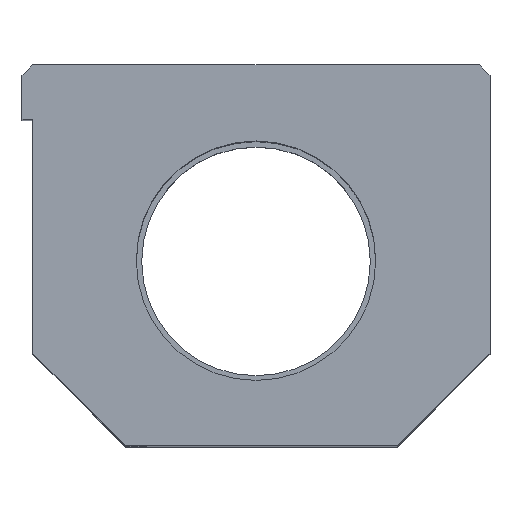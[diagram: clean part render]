
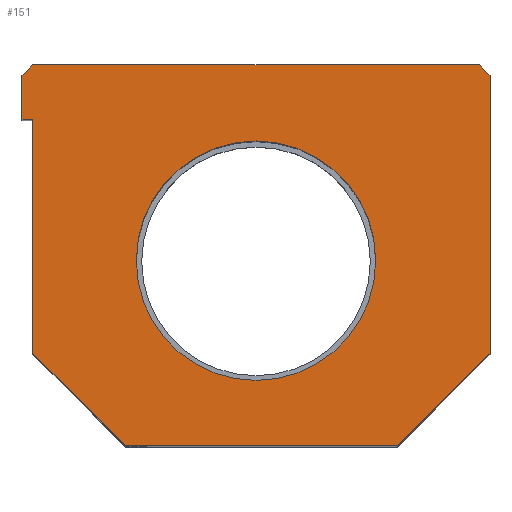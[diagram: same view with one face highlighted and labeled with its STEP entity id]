
A CAD part, top view. The second image highlights one B-rep face of the part: STEP entity #151.
In plain terms, the highlighted planar face has unit normal (0, 0, 1).
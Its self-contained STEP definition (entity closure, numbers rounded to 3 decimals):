
#151 = ADVANCED_FACE( '', ( #324, #325 ), #326, .T. );
#324 = FACE_OUTER_BOUND( '', #489, .T. );
#325 = FACE_BOUND( '', #490, .T. );
#326 = PLANE( '', #491 );
#489 = EDGE_LOOP( '', ( #821, #822, #823, #824, #825, #826, #827, #828, #829, #830 ) );
#490 = EDGE_LOOP( '', ( #831 ) );
#491 = AXIS2_PLACEMENT_3D( '', #832, #833, #834 );
#821 = ORIENTED_EDGE( '', *, *, #881, .T. );
#822 = ORIENTED_EDGE( '', *, *, #942, .T. );
#823 = ORIENTED_EDGE( '', *, *, #913, .T. );
#824 = ORIENTED_EDGE( '', *, *, #961, .T. );
#825 = ORIENTED_EDGE( '', *, *, #950, .T. );
#826 = ORIENTED_EDGE( '', *, *, #919, .T. );
#827 = ORIENTED_EDGE( '', *, *, #896, .T. );
#828 = ORIENTED_EDGE( '', *, *, #908, .T. );
#829 = ORIENTED_EDGE( '', *, *, #953, .T. );
#830 = ORIENTED_EDGE( '', *, *, #873, .T. );
#831 = ORIENTED_EDGE( '', *, *, #868, .T. );
#832 = CARTESIAN_POINT( '', ( 0., 0., 76. ) );
#833 = DIRECTION( '', ( 0., 0., 1. ) );
#834 = DIRECTION( '', ( 1., 0., 0. ) );
#868 = EDGE_CURVE( '', #1020, #1020, #1021, .T. );
#873 = EDGE_CURVE( '', #1030, #1028, #1031, .T. );
#881 = EDGE_CURVE( '', #1028, #1041, #1043, .T. );
#896 = EDGE_CURVE( '', #1067, #1065, #1068, .T. );
#908 = EDGE_CURVE( '', #1065, #1084, #1086, .T. );
#913 = EDGE_CURVE( '', #1094, #1092, #1095, .T. );
#919 = EDGE_CURVE( '', #1102, #1067, #1103, .T. );
#942 = EDGE_CURVE( '', #1041, #1094, #1132, .T. );
#950 = EDGE_CURVE( '', #1141, #1102, #1142, .T. );
#953 = EDGE_CURVE( '', #1084, #1030, #1145, .T. );
#961 = EDGE_CURVE( '', #1092, #1141, #1154, .T. );
#1020 = VERTEX_POINT( '', #1225 );
#1021 = CIRCLE( '', #1226, 11. );
#1028 = VERTEX_POINT( '', #1234 );
#1030 = VERTEX_POINT( '', #1237 );
#1031 = LINE( '', #1238, #1239 );
#1041 = VERTEX_POINT( '', #1251 );
#1043 = LINE( '', #1254, #1255 );
#1065 = VERTEX_POINT( '', #1278 );
#1067 = VERTEX_POINT( '', #1281 );
#1068 = LINE( '', #1282, #1283 );
#1084 = VERTEX_POINT( '', #1304 );
#1086 = LINE( '', #1307, #1308 );
#1092 = VERTEX_POINT( '', #1316 );
#1094 = VERTEX_POINT( '', #1319 );
#1095 = LINE( '', #1320, #1321 );
#1102 = VERTEX_POINT( '', #1331 );
#1103 = LINE( '', #1332, #1333 );
#1132 = LINE( '', #1408, #1409 );
#1141 = VERTEX_POINT( '', #1420 );
#1142 = LINE( '', #1421, #1422 );
#1145 = LINE( '', #1426, #1427 );
#1154 = LINE( '', #1439, #1440 );
#1225 = CARTESIAN_POINT( '', ( -11., 17., 76. ) );
#1226 = AXIS2_PLACEMENT_3D( '', #1490, #1491, #1492 );
#1234 = CARTESIAN_POINT( '', ( -20.5, 35., 76. ) );
#1237 = CARTESIAN_POINT( '', ( 20.5, 35., 76. ) );
#1238 = CARTESIAN_POINT( '', ( 20.5, 35., 76. ) );
#1239 = VECTOR( '', #1498, 1000. );
#1251 = CARTESIAN_POINT( '', ( -21.5, 34., 76. ) );
#1254 = CARTESIAN_POINT( '', ( -20.5, 35., 76. ) );
#1255 = VECTOR( '', #1508, 1000. );
#1278 = CARTESIAN_POINT( '', ( 21.5, 8.5, 76. ) );
#1281 = CARTESIAN_POINT( '', ( 13., 0., 76. ) );
#1282 = CARTESIAN_POINT( '', ( 13., 0., 76. ) );
#1283 = VECTOR( '', #1535, 1000. );
#1304 = CARTESIAN_POINT( '', ( 21.5, 34., 76. ) );
#1307 = CARTESIAN_POINT( '', ( 21.5, 8.5, 76. ) );
#1308 = VECTOR( '', #1548, 1000. );
#1316 = CARTESIAN_POINT( '', ( -20.5, 30., 76. ) );
#1319 = CARTESIAN_POINT( '', ( -21.5, 30., 76. ) );
#1320 = CARTESIAN_POINT( '', ( -21.5, 30., 76. ) );
#1321 = VECTOR( '', #1552, 1000. );
#1331 = CARTESIAN_POINT( '', ( -12., 0., 76. ) );
#1332 = CARTESIAN_POINT( '', ( -12., 0., 76. ) );
#1333 = VECTOR( '', #1559, 1000. );
#1408 = CARTESIAN_POINT( '', ( -21.5, 34., 76. ) );
#1409 = VECTOR( '', #1580, 1000. );
#1420 = CARTESIAN_POINT( '', ( -20.5, 8.5, 76. ) );
#1421 = CARTESIAN_POINT( '', ( -20.5, 8.5, 76. ) );
#1422 = VECTOR( '', #1583, 1000. );
#1426 = CARTESIAN_POINT( '', ( 21.5, 34., 76. ) );
#1427 = VECTOR( '', #1585, 1000. );
#1439 = CARTESIAN_POINT( '', ( -20.5, 30., 76. ) );
#1440 = VECTOR( '', #1589, 1000. );
#1490 = CARTESIAN_POINT( '', ( 0., 17., 76. ) );
#1491 = DIRECTION( '', ( 0., 0., -1. ) );
#1492 = DIRECTION( '', ( -1., 0., 0. ) );
#1498 = DIRECTION( '', ( -1., 0., 0. ) );
#1508 = DIRECTION( '', ( -0.707, -0.707, 0. ) );
#1535 = DIRECTION( '', ( 0.707, 0.707, 0. ) );
#1548 = DIRECTION( '', ( 0., 1., 0. ) );
#1552 = DIRECTION( '', ( 1., 0., 0. ) );
#1559 = DIRECTION( '', ( 1., 0., 0. ) );
#1580 = DIRECTION( '', ( 0., -1., 0. ) );
#1583 = DIRECTION( '', ( 0.707, -0.707, 0. ) );
#1585 = DIRECTION( '', ( -0.707, 0.707, 0. ) );
#1589 = DIRECTION( '', ( 0., -1., 0. ) );
